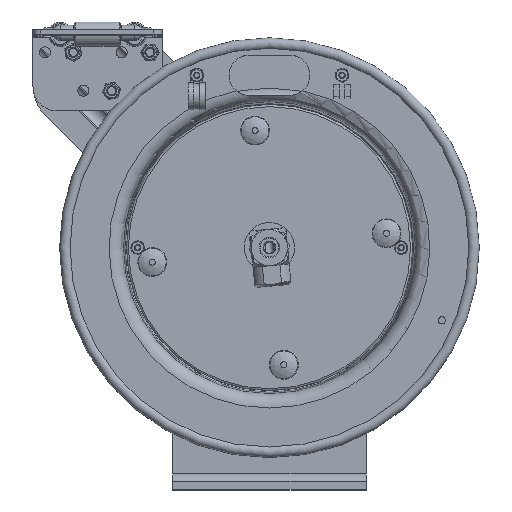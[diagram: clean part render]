
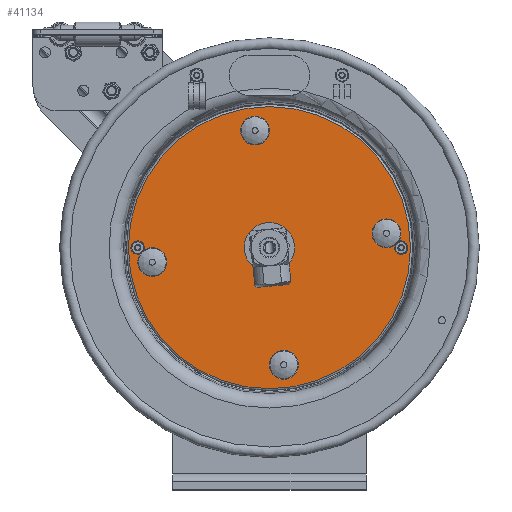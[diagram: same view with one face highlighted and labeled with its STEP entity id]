
A CAD part, top view. The second image highlights one B-rep face of the part: STEP entity #41134.
In plain terms, the highlighted planar face has unit normal (0, 0, 1).
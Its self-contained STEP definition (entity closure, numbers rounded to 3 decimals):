
#1648=FACE_BOUND('',#7273,.T.);
#1649=FACE_BOUND('',#7274,.T.);
#1650=FACE_BOUND('',#7275,.T.);
#1651=FACE_BOUND('',#7276,.T.);
#1652=FACE_BOUND('',#7277,.T.);
#1653=FACE_BOUND('',#7278,.T.);
#1654=FACE_BOUND('',#7279,.T.);
#3186=CIRCLE('',#44450,0.447);
#3188=CIRCLE('',#44452,0.447);
#3192=CIRCLE('',#44459,0.447);
#3194=CIRCLE('',#44461,0.447);
#3195=CIRCLE('',#44463,4.37);
#3196=CIRCLE('',#44464,4.37);
#3197=CIRCLE('',#44465,0.105);
#3198=CIRCLE('',#44466,0.105);
#3199=CIRCLE('',#44467,0.447);
#3200=CIRCLE('',#44468,0.447);
#3201=CIRCLE('',#44469,0.447);
#3202=CIRCLE('',#44470,0.447);
#3203=CIRCLE('',#44471,0.655);
#5371=FACE_OUTER_BOUND('',#7272,.T.);
#7272=EDGE_LOOP('',(#36426,#36427));
#7273=EDGE_LOOP('',(#36428));
#7274=EDGE_LOOP('',(#36429));
#7275=EDGE_LOOP('',(#36430,#36431));
#7276=EDGE_LOOP('',(#36432,#36433));
#7277=EDGE_LOOP('',(#36434,#36435));
#7278=EDGE_LOOP('',(#36436,#36437));
#7279=EDGE_LOOP('',(#36438));
#20083=VERTEX_POINT('',#72949);
#20084=VERTEX_POINT('',#72950);
#20088=VERTEX_POINT('',#72963);
#20089=VERTEX_POINT('',#72964);
#20090=VERTEX_POINT('',#72969);
#20091=VERTEX_POINT('',#72970);
#20092=VERTEX_POINT('',#72973);
#20093=VERTEX_POINT('',#72975);
#20094=VERTEX_POINT('',#72977);
#20095=VERTEX_POINT('',#72978);
#20096=VERTEX_POINT('',#72981);
#20097=VERTEX_POINT('',#72982);
#20098=VERTEX_POINT('',#72985);
#26705=EDGE_CURVE('',#20083,#20084,#3186,.T.);
#26707=EDGE_CURVE('',#20084,#20083,#3188,.T.);
#26711=EDGE_CURVE('',#20088,#20089,#3192,.T.);
#26713=EDGE_CURVE('',#20089,#20088,#3194,.T.);
#26714=EDGE_CURVE('',#20090,#20091,#3195,.T.);
#26715=EDGE_CURVE('',#20091,#20090,#3196,.T.);
#26716=EDGE_CURVE('',#20092,#20092,#3197,.T.);
#26717=EDGE_CURVE('',#20093,#20093,#3198,.T.);
#26718=EDGE_CURVE('',#20094,#20095,#3199,.T.);
#26719=EDGE_CURVE('',#20095,#20094,#3200,.T.);
#26720=EDGE_CURVE('',#20096,#20097,#3201,.T.);
#26721=EDGE_CURVE('',#20097,#20096,#3202,.T.);
#26722=EDGE_CURVE('',#20098,#20098,#3203,.T.);
#36426=ORIENTED_EDGE('',*,*,#26714,.F.);
#36427=ORIENTED_EDGE('',*,*,#26715,.F.);
#36428=ORIENTED_EDGE('',*,*,#26716,.T.);
#36429=ORIENTED_EDGE('',*,*,#26717,.T.);
#36430=ORIENTED_EDGE('',*,*,#26718,.F.);
#36431=ORIENTED_EDGE('',*,*,#26719,.F.);
#36432=ORIENTED_EDGE('',*,*,#26711,.F.);
#36433=ORIENTED_EDGE('',*,*,#26713,.F.);
#36434=ORIENTED_EDGE('',*,*,#26720,.F.);
#36435=ORIENTED_EDGE('',*,*,#26721,.F.);
#36436=ORIENTED_EDGE('',*,*,#26705,.F.);
#36437=ORIENTED_EDGE('',*,*,#26707,.F.);
#36438=ORIENTED_EDGE('',*,*,#26722,.T.);
#37968=PLANE('',#44462);
#41134=ADVANCED_FACE('',(#5371,#1648,#1649,#1650,#1651,#1652,#1653,#1654),
#37968,.T.);
#44450=AXIS2_PLACEMENT_3D('',#72951,#54425,#54426);
#44452=AXIS2_PLACEMENT_3D('',#72953,#54429,#54430);
#44459=AXIS2_PLACEMENT_3D('',#72965,#54443,#54444);
#44461=AXIS2_PLACEMENT_3D('',#72967,#54447,#54448);
#44462=AXIS2_PLACEMENT_3D('',#72968,#54449,#54450);
#44463=AXIS2_PLACEMENT_3D('',#72971,#54451,#54452);
#44464=AXIS2_PLACEMENT_3D('',#72972,#54453,#54454);
#44465=AXIS2_PLACEMENT_3D('',#72974,#54455,#54456);
#44466=AXIS2_PLACEMENT_3D('',#72976,#54457,#54458);
#44467=AXIS2_PLACEMENT_3D('',#72979,#54459,#54460);
#44468=AXIS2_PLACEMENT_3D('',#72980,#54461,#54462);
#44469=AXIS2_PLACEMENT_3D('',#72983,#54463,#54464);
#44470=AXIS2_PLACEMENT_3D('',#72984,#54465,#54466);
#44471=AXIS2_PLACEMENT_3D('',#72986,#54467,#54468);
#54425=DIRECTION('center_axis',(0.,0.,
1.));
#54426=DIRECTION('ref_axis',(0.,-1.,0.));
#54429=DIRECTION('center_axis',(0.,0.,
1.));
#54430=DIRECTION('ref_axis',(0.,-1.,0.));
#54443=DIRECTION('center_axis',(0.,0.,
1.));
#54444=DIRECTION('ref_axis',(0.,-1.,0.));
#54447=DIRECTION('center_axis',(0.,0.,
1.));
#54448=DIRECTION('ref_axis',(0.,-1.,0.));
#54449=DIRECTION('center_axis',(0.,0.,
1.));
#54450=DIRECTION('ref_axis',(-1.,0.,0.));
#54451=DIRECTION('center_axis',(0.,0.,
-1.));
#54452=DIRECTION('ref_axis',(0.,-1.,0.));
#54453=DIRECTION('center_axis',(0.,0.,
-1.));
#54454=DIRECTION('ref_axis',(0.,-1.,0.));
#54455=DIRECTION('center_axis',(0.,0.,
-1.));
#54456=DIRECTION('ref_axis',(0.,-1.,0.));
#54457=DIRECTION('center_axis',(0.,0.,
-1.));
#54458=DIRECTION('ref_axis',(0.,-1.,0.));
#54459=DIRECTION('center_axis',(0.,0.,
1.));
#54460=DIRECTION('ref_axis',(0.,-1.,0.));
#54461=DIRECTION('center_axis',(0.,0.,
1.));
#54462=DIRECTION('ref_axis',(0.,-1.,0.));
#54463=DIRECTION('center_axis',(0.,0.,
1.));
#54464=DIRECTION('ref_axis',(0.,-1.,0.));
#54465=DIRECTION('center_axis',(0.,0.,
1.));
#54466=DIRECTION('ref_axis',(0.,-1.,0.));
#54467=DIRECTION('center_axis',(0.,0.,
-1.));
#54468=DIRECTION('ref_axis',(-1.,0.,0.));
#72949=CARTESIAN_POINT('',(3.628,-0.001,3.179));
#72950=CARTESIAN_POINT('',(4.074,0.445,3.179));
#72951=CARTESIAN_POINT('Origin',(3.628,0.445,3.179));
#72953=CARTESIAN_POINT('Origin',(3.628,0.445,3.179));
#72963=CARTESIAN_POINT('',(0.445,-4.074,3.179));
#72964=CARTESIAN_POINT('',(0.892,-3.628,3.179));
#72965=CARTESIAN_POINT('Origin',(0.445,-3.628,3.179));
#72967=CARTESIAN_POINT('Origin',(0.445,-3.628,3.179));
#72968=CARTESIAN_POINT('Origin',(0.,2.437,3.179));
#72969=CARTESIAN_POINT('',(0.,-4.37,3.179));
#72970=CARTESIAN_POINT('',(0.,4.37,3.179));
#72971=CARTESIAN_POINT('Origin',(0.,0.,
3.179));
#72972=CARTESIAN_POINT('Origin',(0.,0.,
3.179));
#72973=CARTESIAN_POINT('',(-4.077,0.105,3.179));
#72974=CARTESIAN_POINT('Origin',(-4.077,0.,
3.179));
#72975=CARTESIAN_POINT('',(4.078,0.105,3.179));
#72976=CARTESIAN_POINT('Origin',(4.078,0.,3.179));
#72977=CARTESIAN_POINT('',(-3.628,-0.892,3.179));
#72978=CARTESIAN_POINT('',(-3.181,-0.445,3.179));
#72979=CARTESIAN_POINT('Origin',(-3.628,-0.445,3.179));
#72980=CARTESIAN_POINT('Origin',(-3.628,-0.445,3.179));
#72981=CARTESIAN_POINT('',(-0.445,3.181,3.179));
#72982=CARTESIAN_POINT('',(0.001,3.628,3.179));
#72983=CARTESIAN_POINT('Origin',(-0.445,3.628,3.179));
#72984=CARTESIAN_POINT('Origin',(-0.445,3.628,3.179));
#72985=CARTESIAN_POINT('',(0.655,0.,3.179));
#72986=CARTESIAN_POINT('Origin',(0.,0.,
3.179));
